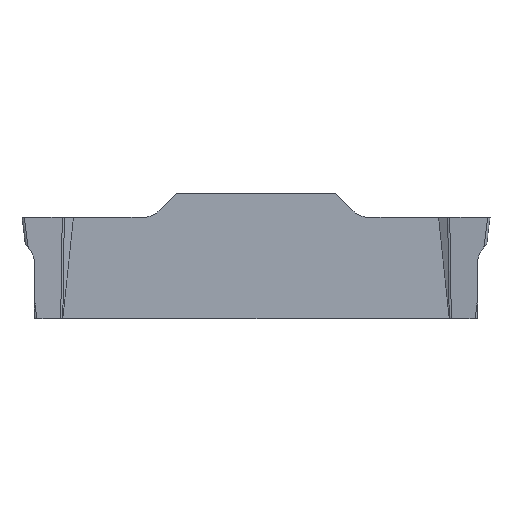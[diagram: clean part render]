
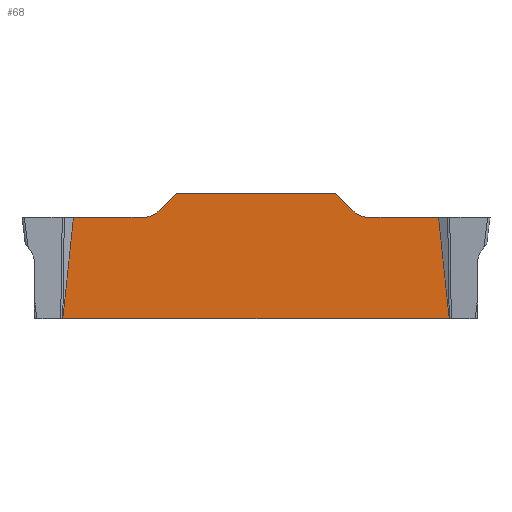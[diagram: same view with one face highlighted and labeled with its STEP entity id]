
A CAD part, left-side view. The second image highlights one B-rep face of the part: STEP entity #68.
In plain terms, the highlighted planar face has unit normal (-1, 0, 0).
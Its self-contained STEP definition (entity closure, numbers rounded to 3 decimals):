
#39=CIRCLE('',#769,1.);
#40=CIRCLE('',#770,1.);
#68=ADVANCED_FACE('',(#124),#100,.T.);
#100=PLANE('',#771);
#124=FACE_OUTER_BOUND('',#160,.T.);
#160=EDGE_LOOP('',(#367,#368,#369,#370,#371,#372,#373,#374,#375,#376,#377,
#378));
#193=LINE('',#1032,#255);
#213=LINE('',#1103,#275);
#214=LINE('',#1106,#276);
#215=LINE('',#1117,#277);
#216=LINE('',#1119,#278);
#217=LINE('',#1123,#279);
#218=LINE('',#1125,#280);
#219=LINE('',#1127,#281);
#255=VECTOR('',#820,1.);
#275=VECTOR('',#874,1.);
#276=VECTOR('',#875,1.);
#277=VECTOR('',#876,1.);
#278=VECTOR('',#877,1.);
#279=VECTOR('',#880,1.);
#280=VECTOR('',#881,1.);
#281=VECTOR('',#882,1.);
#367=ORIENTED_EDGE('',*,*,#627,.F.);
#368=ORIENTED_EDGE('',*,*,#628,.T.);
#369=ORIENTED_EDGE('',*,*,#629,.T.);
#370=ORIENTED_EDGE('',*,*,#596,.T.);
#371=ORIENTED_EDGE('',*,*,#630,.T.);
#372=ORIENTED_EDGE('',*,*,#631,.T.);
#373=ORIENTED_EDGE('',*,*,#632,.F.);
#374=ORIENTED_EDGE('',*,*,#633,.F.);
#375=ORIENTED_EDGE('',*,*,#634,.F.);
#376=ORIENTED_EDGE('',*,*,#635,.F.);
#377=ORIENTED_EDGE('',*,*,#636,.F.);
#378=ORIENTED_EDGE('',*,*,#637,.F.);
#528=VERTEX_POINT('',#1031);
#529=VERTEX_POINT('',#1033);
#551=VERTEX_POINT('',#1104);
#552=VERTEX_POINT('',#1105);
#553=VERTEX_POINT('',#1107);
#554=VERTEX_POINT('',#1116);
#555=VERTEX_POINT('',#1118);
#556=VERTEX_POINT('',#1120);
#557=VERTEX_POINT('',#1122);
#558=VERTEX_POINT('',#1124);
#559=VERTEX_POINT('',#1126);
#560=VERTEX_POINT('',#1128);
#596=EDGE_CURVE('',#529,#528,#193,.T.);
#627=EDGE_CURVE('',#551,#552,#213,.T.);
#628=EDGE_CURVE('',#551,#553,#214,.T.);
#629=EDGE_CURVE('',#553,#529,#713,.T.);
#630=EDGE_CURVE('',#528,#554,#714,.T.);
#631=EDGE_CURVE('',#554,#555,#215,.T.);
#632=EDGE_CURVE('',#556,#555,#216,.T.);
#633=EDGE_CURVE('',#557,#556,#39,.T.);
#634=EDGE_CURVE('',#558,#557,#217,.T.);
#635=EDGE_CURVE('',#559,#558,#218,.T.);
#636=EDGE_CURVE('',#560,#559,#219,.T.);
#637=EDGE_CURVE('',#552,#560,#40,.T.);
#713=B_SPLINE_CURVE_WITH_KNOTS('',3,(#1108,#1109,#1110,#1111),
 .UNSPECIFIED.,.F.,.F.,(4,4),(0.,1.),.UNSPECIFIED.);
#714=B_SPLINE_CURVE_WITH_KNOTS('',3,(#1112,#1113,#1114,#1115),
 .UNSPECIFIED.,.F.,.F.,(4,4),(0.,1.),.UNSPECIFIED.);
#769=AXIS2_PLACEMENT_3D('',#1121,#878,#879);
#770=AXIS2_PLACEMENT_3D('',#1129,#883,#884);
#771=AXIS2_PLACEMENT_3D('',#1130,#885,#886);
#820=DIRECTION('',(0.,-1.,0.));
#874=DIRECTION('',(0.,-1.,0.));
#875=DIRECTION('',(0.,0.104,-0.995));
#876=DIRECTION('',(0.,0.104,0.995));
#877=DIRECTION('',(0.,-1.,0.));
#878=DIRECTION('',(-1.,0.,0.));
#879=DIRECTION('',(0.,0.,1.));
#880=DIRECTION('',(0.,-0.707,-0.707));
#881=DIRECTION('',(0.,-1.,0.));
#882=DIRECTION('',(0.,-0.707,0.707));
#883=DIRECTION('',(-1.,0.,0.));
#884=DIRECTION('',(0.,0.,1.));
#885=DIRECTION('',(-1.,0.,0.));
#886=DIRECTION('',(0.,0.,1.));
#1031=CARTESIAN_POINT('',(-0.8,1.495,-4.454));
#1032=CARTESIAN_POINT('',(-0.8,19.75,-4.454));
#1033=CARTESIAN_POINT('',(-0.8,18.505,-4.454));
#1103=CARTESIAN_POINT('',(-0.8,19.75,0.));
#1104=CARTESIAN_POINT('',(-0.8,18.038,0.));
#1105=CARTESIAN_POINT('',(-0.8,14.968,0.));
#1106=CARTESIAN_POINT('',(-0.8,17.948,0.865));
#1107=CARTESIAN_POINT('',(-0.8,18.505,-4.45));
#1108=CARTESIAN_POINT('',(-0.8,18.505,-4.45));
#1109=CARTESIAN_POINT('',(-0.8,18.505,-4.452));
#1110=CARTESIAN_POINT('',(-0.8,18.505,-4.453));
#1111=CARTESIAN_POINT('',(-0.8,18.505,-4.454));
#1112=CARTESIAN_POINT('',(-0.8,1.495,-4.454));
#1113=CARTESIAN_POINT('',(-0.8,1.495,-4.453));
#1114=CARTESIAN_POINT('',(-0.8,1.495,-4.452));
#1115=CARTESIAN_POINT('',(-0.8,1.495,-4.45));
#1116=CARTESIAN_POINT('',(-0.8,1.495,-4.45));
#1117=CARTESIAN_POINT('',(-0.8,2.264,2.887));
#1118=CARTESIAN_POINT('',(-0.8,1.962,0.));
#1119=CARTESIAN_POINT('',(-0.8,19.75,0.));
#1120=CARTESIAN_POINT('',(-0.8,5.032,0.));
#1121=CARTESIAN_POINT('',(-0.8,5.032,1.));
#1122=CARTESIAN_POINT('',(-0.8,5.739,0.293));
#1123=CARTESIAN_POINT('',(-0.8,13.125,7.679));
#1124=CARTESIAN_POINT('',(-0.8,6.5,1.054));
#1125=CARTESIAN_POINT('',(-0.8,19.75,1.054));
#1126=CARTESIAN_POINT('',(-0.8,13.5,1.054));
#1127=CARTESIAN_POINT('',(-0.8,16.625,-2.071));
#1128=CARTESIAN_POINT('',(-0.8,14.261,0.293));
#1129=CARTESIAN_POINT('',(-0.8,14.968,1.));
#1130=CARTESIAN_POINT('',(-0.8,19.75,1.054));
